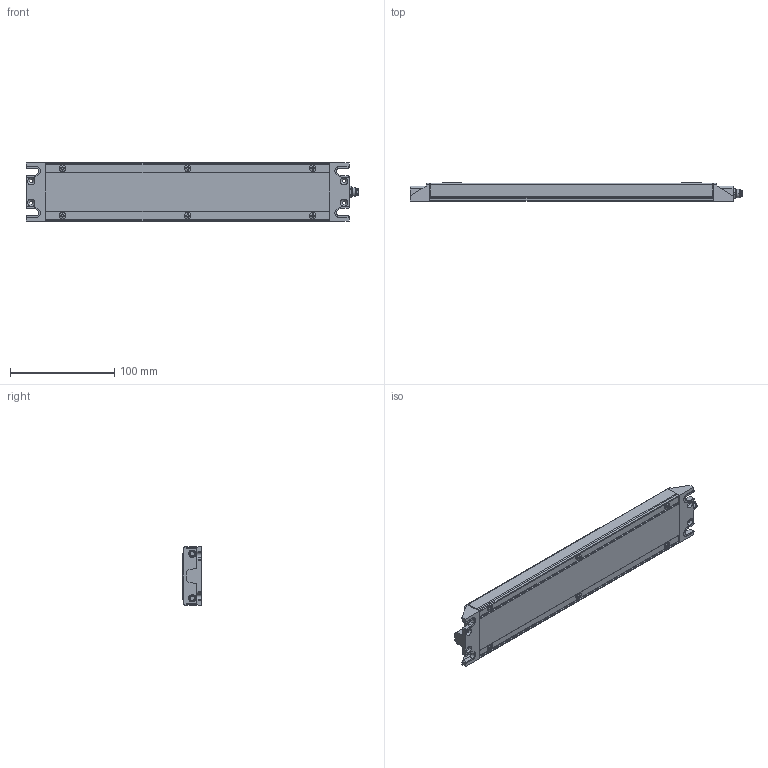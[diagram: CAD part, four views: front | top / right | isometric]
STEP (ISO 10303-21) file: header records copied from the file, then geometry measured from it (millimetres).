
FILE_DESCRIPTION (( 'STEP AP203' ), '1' );
FILE_NAME ('2_LF3D-SB[1][2]S2_rev0.0.STEP', '2021-03-25T04:39:13', ( '' ), ( '' ), 'SwSTEP 2.0', 'SolidWorks 2019', '' );
FILE_SCHEMA (( 'CONFIG_CONTROL_DESIGN' ));
Length unit declared in the file: millimetre
Products named in the file (5): 2_LF3D-SB[1][2]S2_rev0.0; LF3D-S-BODY-1_蹬怮椔; LF3D-S-SIDE-CV_蹬怮椔; LF3D-S-SIDE-CV-B_蹬怮椔; LF3D-S-M8CONNECTOR-1_蹬怮椔
Assembly tree (4 placements, depth 2):
  2_LF3D-SB[1][2]S2_rev0.0
    LF3D-S-BODY-1_蹬怮椔
    LF3D-S-SIDE-CV_蹬怮椔
    LF3D-S-SIDE-CV-B_蹬怮椔
    LF3D-S-M8CONNECTOR-1_蹬怮椔
Bounding box: 318.49 x 18 x 55.8 mm (x, y, z)
Volume: 262815.2 mm3; surface area: 55953 mm2
Topology: 4 solids, 6 shells, 528 faces, 1444 edges, 945 vertices
Faces by surface type: plane 243, cylinder 211, cone 56, bspline 18
Entity records: 17674 total; most frequent: CARTESIAN_POINT 3719, ORIENTED_EDGE 2872, DIRECTION 2803, EDGE_CURVE 1436, AXIS2_PLACEMENT_3D 991, VERTEX_POINT 945, VECTOR 821, LINE 821
